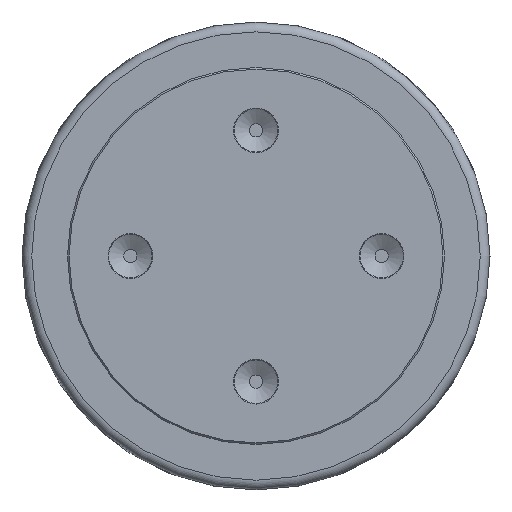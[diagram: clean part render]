
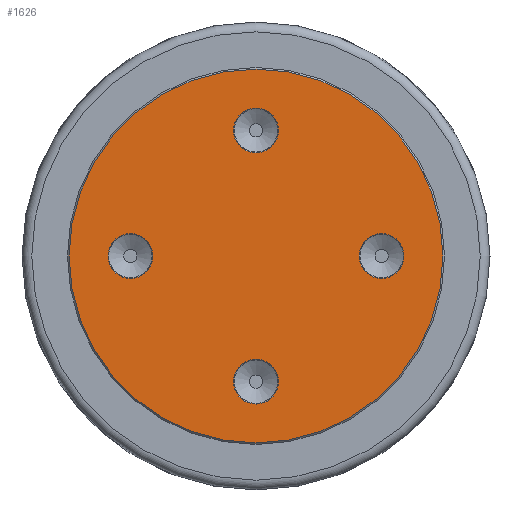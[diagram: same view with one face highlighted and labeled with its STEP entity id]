
A CAD part, left-side view. The second image highlights one B-rep face of the part: STEP entity #1626.
In plain terms, the highlighted planar face has unit normal (-1, 0, 0).
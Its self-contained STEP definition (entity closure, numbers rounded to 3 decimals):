
#87=FACE_BOUND('',#368,.T.);
#88=FACE_BOUND('',#369,.T.);
#89=FACE_BOUND('',#370,.T.);
#90=FACE_BOUND('',#371,.T.);
#168=CIRCLE('',#1816,7.118);
#171=CIRCLE('',#1820,59.5);
#172=CIRCLE('',#1821,7.118);
#173=CIRCLE('',#1822,7.118);
#174=CIRCLE('',#1823,7.118);
#266=FACE_OUTER_BOUND('',#367,.T.);
#367=EDGE_LOOP('',(#1375));
#368=EDGE_LOOP('',(#1376));
#369=EDGE_LOOP('',(#1377));
#370=EDGE_LOOP('',(#1378));
#371=EDGE_LOOP('',(#1379));
#749=VERTEX_POINT('',#2948);
#752=VERTEX_POINT('',#2956);
#753=VERTEX_POINT('',#2958);
#754=VERTEX_POINT('',#2960);
#755=VERTEX_POINT('',#2962);
#965=EDGE_CURVE('',#749,#749,#168,.T.);
#969=EDGE_CURVE('',#752,#752,#171,.T.);
#970=EDGE_CURVE('',#753,#753,#172,.T.);
#971=EDGE_CURVE('',#754,#754,#173,.T.);
#972=EDGE_CURVE('',#755,#755,#174,.T.);
#1375=ORIENTED_EDGE('',*,*,#969,.F.);
#1376=ORIENTED_EDGE('',*,*,#970,.F.);
#1377=ORIENTED_EDGE('',*,*,#971,.F.);
#1378=ORIENTED_EDGE('',*,*,#972,.F.);
#1379=ORIENTED_EDGE('',*,*,#965,.F.);
#1550=PLANE('',#1819);
#1626=ADVANCED_FACE('',(#266,#87,#88,#89,#90),#1550,.T.);
#1816=AXIS2_PLACEMENT_3D('',#2949,#2242,#2243);
#1819=AXIS2_PLACEMENT_3D('',#2955,#2249,#2250);
#1820=AXIS2_PLACEMENT_3D('',#2957,#2251,#2252);
#1821=AXIS2_PLACEMENT_3D('',#2959,#2253,#2254);
#1822=AXIS2_PLACEMENT_3D('',#2961,#2255,#2256);
#1823=AXIS2_PLACEMENT_3D('',#2963,#2257,#2258);
#2242=DIRECTION('center_axis',(-1.,0.,0.));
#2243=DIRECTION('ref_axis',(0.,0.,1.));
#2249=DIRECTION('center_axis',(-1.,0.,0.));
#2250=DIRECTION('ref_axis',(0.,0.,-1.));
#2251=DIRECTION('center_axis',(1.,0.,0.));
#2252=DIRECTION('ref_axis',(0.,1.,0.));
#2253=DIRECTION('center_axis',(-1.,0.,0.));
#2254=DIRECTION('ref_axis',(0.,0.,1.));
#2255=DIRECTION('center_axis',(-1.,0.,0.));
#2256=DIRECTION('ref_axis',(0.,0.,1.));
#2257=DIRECTION('center_axis',(-1.,0.,0.));
#2258=DIRECTION('ref_axis',(0.,0.,1.));
#2948=CARTESIAN_POINT('',(0.,0.,-47.118));
#2949=CARTESIAN_POINT('Origin',(0.,0.,-40.));
#2955=CARTESIAN_POINT('Origin',(0.,-30.,0.));
#2956=CARTESIAN_POINT('',(0.,-59.5,0.));
#2957=CARTESIAN_POINT('Origin',(0.,0.,0.));
#2958=CARTESIAN_POINT('',(0.,40.,-7.118));
#2959=CARTESIAN_POINT('Origin',(0.,40.,0.));
#2960=CARTESIAN_POINT('',(0.,-40.,-7.118));
#2961=CARTESIAN_POINT('Origin',(0.,-40.,0.));
#2962=CARTESIAN_POINT('',(0.,0.,32.883));
#2963=CARTESIAN_POINT('Origin',(0.,0.,40.));
